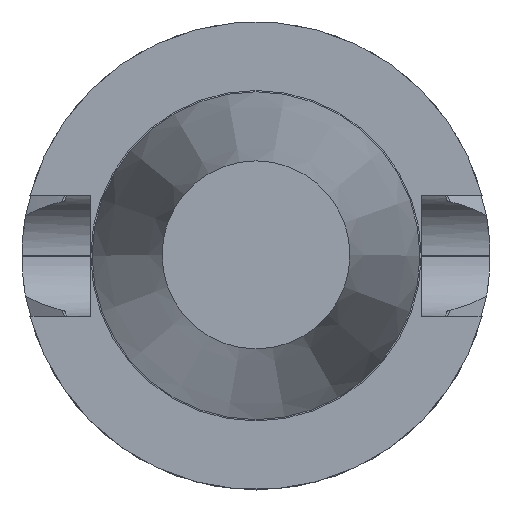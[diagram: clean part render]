
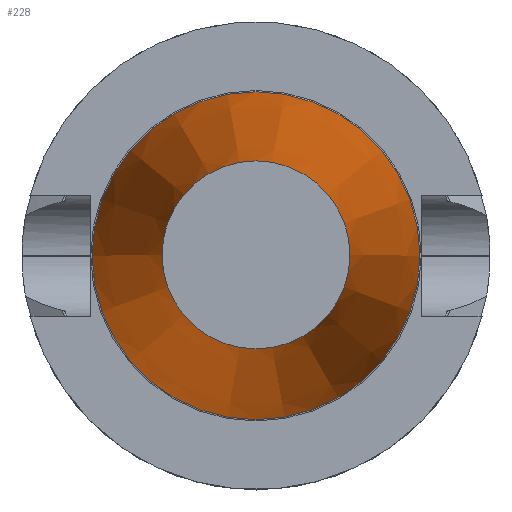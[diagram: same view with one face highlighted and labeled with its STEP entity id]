
A CAD part, top view. The second image highlights one B-rep face of the part: STEP entity #228.
In plain terms, the highlighted conical face has half-angle 8.298 degrees and reference radius 20.078 mm.
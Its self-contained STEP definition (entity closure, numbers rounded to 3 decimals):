
#165=CONICAL_SURFACE('',#973,20.078,8.298);
#228=ADVANCED_FACE('CU_FL_CO_SU_1',(#327,#328),#165,.T.);
#327=FACE_BOUND('',#395,.T.);
#328=FACE_BOUND('',#396,.T.);
#395=EDGE_LOOP('',(#508));
#396=EDGE_LOOP('',(#509));
#508=ORIENTED_EDGE('',*,*,#774,.T.);
#509=ORIENTED_EDGE('',*,*,#772,.F.);
#687=VERTEX_POINT('',#1432);
#689=VERTEX_POINT('',#1438);
#772=EDGE_CURVE('',#687,#687,#863,.T.);
#774=EDGE_CURVE('',#689,#689,#865,.T.);
#863=CIRCLE('',#967,35.027);
#865=CIRCLE('',#971,20.078);
#967=AXIS2_PLACEMENT_3D('',#1431,#1168,#1169);
#971=AXIS2_PLACEMENT_3D('',#1437,#1176,#1177);
#973=AXIS2_PLACEMENT_3D('',#1440,#1180,#1181);
#1168=DIRECTION('',(0.,0.,-1.));
#1169=DIRECTION('',(-1.,0.,0.));
#1176=DIRECTION('',(0.,0.,-1.));
#1177=DIRECTION('',(-1.,0.,0.));
#1180=DIRECTION('',(0.,0.,-1.));
#1181=DIRECTION('',(-1.,0.,0.));
#1431=CARTESIAN_POINT('',(0.,0.,-0.7));
#1432=CARTESIAN_POINT('',(-35.027,0.,-0.7));
#1437=CARTESIAN_POINT('',(0.,0.,101.8));
#1438=CARTESIAN_POINT('',(-20.078,0.,101.8));
#1440=CARTESIAN_POINT('',(0.,0.,101.8));
